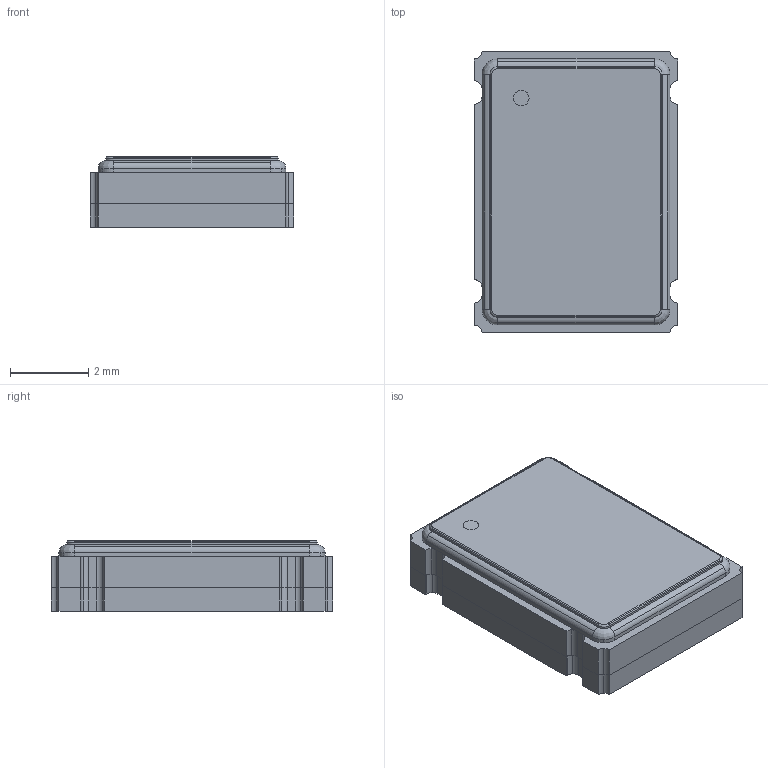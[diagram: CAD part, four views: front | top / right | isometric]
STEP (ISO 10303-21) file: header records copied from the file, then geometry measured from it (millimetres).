
FILE_DESCRIPTION((''),'2;1');
FILE_NAME('OSCSC508P500X700X180-4N.stp','2009-12-10T14:01:24',(''),(''),'Mechanical Desktop 2006','Mechanical Desktop 2006',', , ');
FILE_SCHEMA(('AUTOMOTIVE_DESIGN { 1 2 10303 214 0 1 1 1 }'));
Length unit declared in the file: millimetre
Products named in the file (1): Product
Bounding box: 5.2 x 7.2 x 1.8 mm (x, y, z)
Surface area: 391 mm2
Topology: 18 solids, 18 shells, 299 faces, 770 edges, 508 vertices
Faces by surface type: bspline 110, plane 97, cylinder 88, torus 4
Entity records: 9742 total; most frequent: CARTESIAN_POINT 2520, ORIENTED_EDGE 1540, DIRECTION 1398, EDGE_CURVE 770, VECTOR 522, LINE 522, VERTEX_POINT 508, AXIS2_PLACEMENT_3D 438
